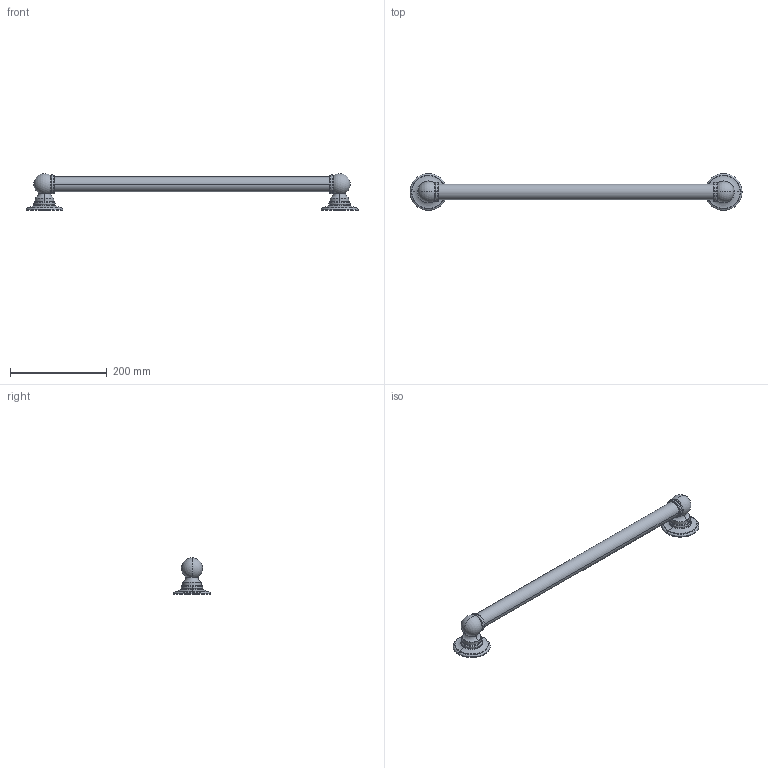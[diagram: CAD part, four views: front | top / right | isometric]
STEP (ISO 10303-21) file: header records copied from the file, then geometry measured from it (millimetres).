
FILE_DESCRIPTION((''),'2;1');
FILE_NAME('4563','2021-07-13T12:05:38',('jinson.thomas'),(''),'CREO PARAMETRIC BY PTC INC, 2018400','CREO PARAMETRIC BY PTC INC, 2018400','');
FILE_SCHEMA(('CONFIG_CONTROL_DESIGN'));
Length unit declared in the file: inch
Products named in the file (1): 4563
Bounding box: 685.8 x 76.2 x 75.84 mm (x, y, z)
Volume: 669701.4 mm3; surface area: 94259.2 mm2
Topology: 1 solids, 1 shells, 108 faces, 228 edges, 130 vertices
Faces by surface type: torus 48, cylinder 42, plane 14, sphere 4
Entity records: 2946 total; most frequent: DIRECTION 622, CARTESIAN_POINT 462, ORIENTED_EDGE 448, AXIS2_PLACEMENT_3D 290, EDGE_CURVE 224, CIRCLE 182, VERTEX_POINT 130, EDGE_LOOP 120
